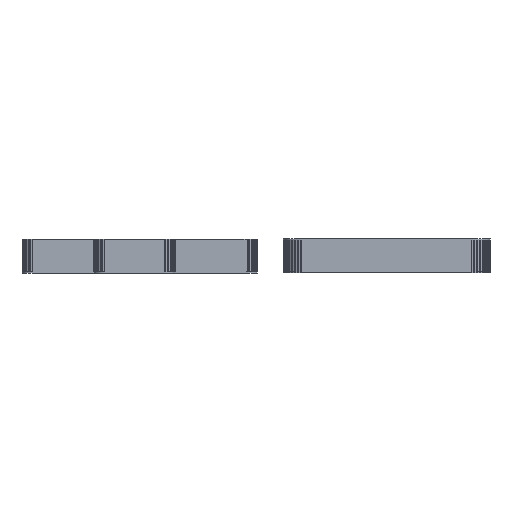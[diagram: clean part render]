
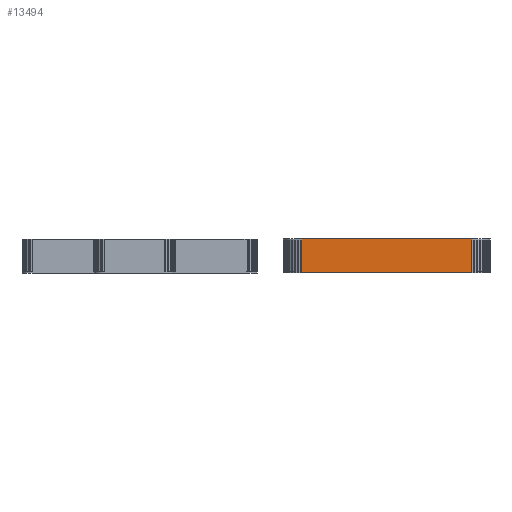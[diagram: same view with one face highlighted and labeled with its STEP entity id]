
A CAD part, front view. The second image highlights one B-rep face of the part: STEP entity #13494.
In plain terms, the highlighted planar face has unit normal (0, -1, 0).
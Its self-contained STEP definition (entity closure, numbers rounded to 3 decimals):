
#865=FACE_OUTER_BOUND('',#1689,.T.);
#1689=EDGE_LOOP('',(#11814,#11815,#11816,#11817));
#3242=LINE('',#20646,#5069);
#3505=LINE('',#21179,#5332);
#3506=LINE('',#21182,#5333);
#3507=LINE('',#21183,#5334);
#5069=VECTOR('',#16878,10.);
#5332=VECTOR('',#17435,10.);
#5333=VECTOR('',#17438,10.);
#5334=VECTOR('',#17439,10.);
#6423=VERTEX_POINT('',#20641);
#6424=VERTEX_POINT('',#20645);
#6547=VERTEX_POINT('',#21177);
#6548=VERTEX_POINT('',#21181);
#8089=EDGE_CURVE('',#6423,#6424,#3242,.T.);
#8356=EDGE_CURVE('',#6423,#6547,#3505,.T.);
#8357=EDGE_CURVE('',#6548,#6547,#3506,.T.);
#8358=EDGE_CURVE('',#6424,#6548,#3507,.T.);
#11814=ORIENTED_EDGE('',*,*,#8356,.T.);
#11815=ORIENTED_EDGE('',*,*,#8357,.F.);
#11816=ORIENTED_EDGE('',*,*,#8358,.F.);
#11817=ORIENTED_EDGE('',*,*,#8089,.F.);
#12783=PLANE('',#14251);
#13494=ADVANCED_FACE('',(#865),#12783,.T.);
#14251=AXIS2_PLACEMENT_3D('',#21180,#17436,#17437);
#16878=DIRECTION('',(-1.,0.,0.));
#17435=DIRECTION('',(0.,0.,1.));
#17436=DIRECTION('center_axis',(0.,-1.,0.));
#17437=DIRECTION('ref_axis',(1.,0.,0.));
#17438=DIRECTION('',(1.,0.,0.));
#17439=DIRECTION('',(0.,0.,1.));
#20641=CARTESIAN_POINT('',(170.044,-152.,-0.4));
#20645=CARTESIAN_POINT('',(104.956,-152.,-0.4));
#20646=CARTESIAN_POINT('',(104.956,-152.,-0.4));
#21177=CARTESIAN_POINT('',(170.044,-152.,12.6));
#21179=CARTESIAN_POINT('',(170.044,-152.,1.6));
#21180=CARTESIAN_POINT('Origin',(104.956,-152.,1.6));
#21181=CARTESIAN_POINT('',(104.956,-152.,12.6));
#21182=CARTESIAN_POINT('',(104.956,-152.,12.6));
#21183=CARTESIAN_POINT('',(104.956,-152.,1.6));
